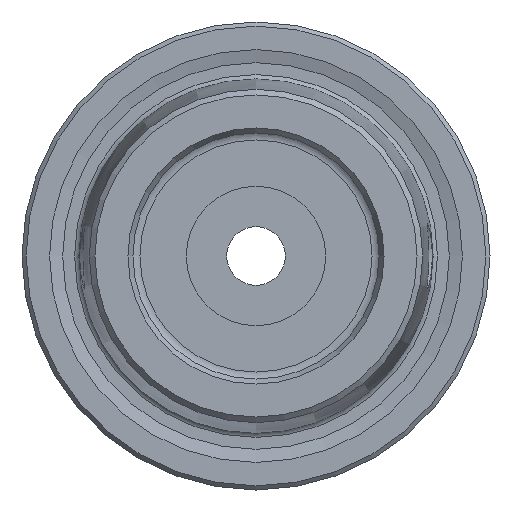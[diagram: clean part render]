
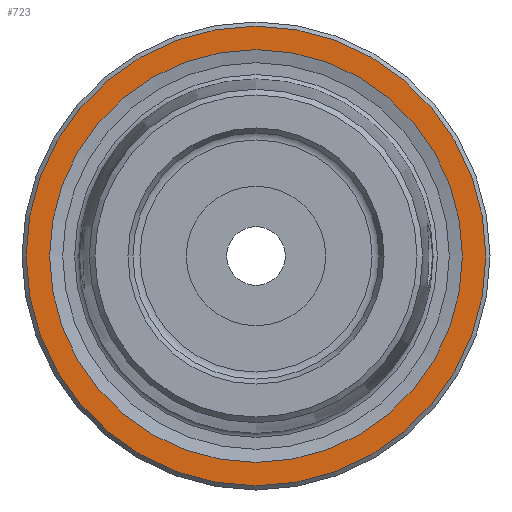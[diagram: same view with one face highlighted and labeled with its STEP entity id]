
A CAD part, left-side view. The second image highlights one B-rep face of the part: STEP entity #723.
In plain terms, the highlighted planar face has unit normal (-1, 0, 0).
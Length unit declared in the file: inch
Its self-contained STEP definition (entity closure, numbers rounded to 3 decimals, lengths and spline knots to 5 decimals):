
#45=FACE_BOUND('',#154,.T.);
#55=PLANE('',#822);
#99=FACE_OUTER_BOUND('',#153,.T.);
#153=EDGE_LOOP('',(#579));
#154=EDGE_LOOP('',(#580));
#274=CIRCLE('',#821,0.7725);
#275=CIRCLE('',#823,0.6937);
#339=VERTEX_POINT('',#1828);
#340=VERTEX_POINT('',#1832);
#425=EDGE_CURVE('',#339,#339,#274,.T.);
#426=EDGE_CURVE('',#340,#340,#275,.T.);
#579=ORIENTED_EDGE('',*,*,#425,.F.);
#580=ORIENTED_EDGE('',*,*,#426,.T.);
#723=ADVANCED_FACE('',(#99,#45),#55,.T.);
#821=AXIS2_PLACEMENT_3D('',#1830,#1004,#1005);
#822=AXIS2_PLACEMENT_3D('',#1831,#1006,#1007);
#823=AXIS2_PLACEMENT_3D('',#1833,#1008,#1009);
#1004=DIRECTION('center_axis',(1.,0.,0.));
#1005=DIRECTION('ref_axis',(0.,0.,-1.));
#1006=DIRECTION('center_axis',(-1.,0.,0.));
#1007=DIRECTION('ref_axis',(0.,0.,1.));
#1008=DIRECTION('center_axis',(1.,0.,0.));
#1009=DIRECTION('ref_axis',(0.,0.,1.));
#1828=CARTESIAN_POINT('',(0.,0.,0.7725));
#1830=CARTESIAN_POINT('Origin',(0.,0.,0.));
#1831=CARTESIAN_POINT('Origin',(0.,0.,0.59842));
#1832=CARTESIAN_POINT('',(0.,0.,-0.6937));
#1833=CARTESIAN_POINT('Origin',(0.,0.,0.));
